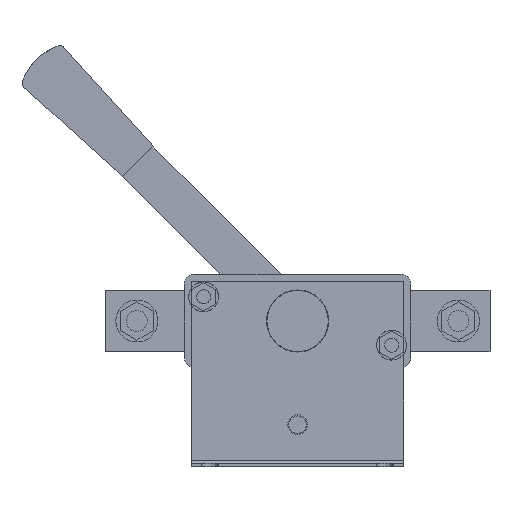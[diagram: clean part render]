
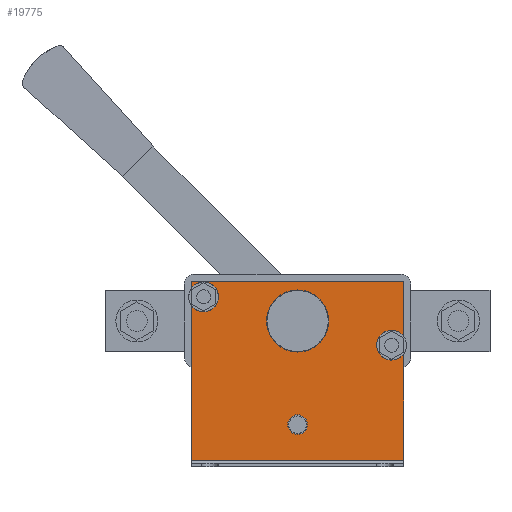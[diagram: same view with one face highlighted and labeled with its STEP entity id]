
A CAD part, left-side view. The second image highlights one B-rep face of the part: STEP entity #19775.
In plain terms, the highlighted planar face has unit normal (-1, 0, 0).
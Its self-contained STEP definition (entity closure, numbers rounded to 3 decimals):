
#57 = FACE_BOUND ( 'NONE', #22013, .T. ) ;
#97 = LINE ( 'NONE', #7283, #4637 ) ;
#362 = VERTEX_POINT ( 'NONE', #22789 ) ;
#556 = VECTOR ( 'NONE', #10773, 1000. ) ;
#619 = EDGE_CURVE ( 'NONE', #22714, #20604, #23870, .T. ) ;
#643 = FACE_BOUND ( 'NONE', #1841, .T. ) ;
#834 = CARTESIAN_POINT ( 'NONE',  ( -106., -60.75, -18.649 ) ) ;
#1028 = ORIENTED_EDGE ( 'NONE', *, *, #16567, .F. ) ;
#1111 = EDGE_CURVE ( 'NONE', #23225, #23225, #23268, .T. ) ;
#1649 = DIRECTION ( 'NONE',  ( 0., 0., 1. ) ) ;
#1735 = ORIENTED_EDGE ( 'NONE', *, *, #18244, .T. ) ;
#1841 = EDGE_LOOP ( 'NONE', ( #9324 ) ) ;
#2112 = AXIS2_PLACEMENT_3D ( 'NONE', #4677, #18289, #6649 ) ;
#2136 = CARTESIAN_POINT ( 'NONE',  ( -106., 0., -59.25 ) ) ;
#2938 = ORIENTED_EDGE ( 'NONE', *, *, #19039, .T. ) ;
#3264 = ORIENTED_EDGE ( 'NONE', *, *, #11535, .T. ) ;
#3435 = CARTESIAN_POINT ( 'NONE',  ( -106., 60.75, 9.005 ) ) ;
#3740 = PLANE ( 'NONE',  #4517 ) ;
#4062 = DIRECTION ( 'NONE',  ( 0., 0., -1. ) ) ;
#4129 = VECTOR ( 'NONE', #17806, 1000. ) ;
#4191 = CARTESIAN_POINT ( 'NONE',  ( -106., -53.75, -13.827 ) ) ;
#4502 = EDGE_CURVE ( 'NONE', #10310, #19972, #10549, .T. ) ;
#4517 = AXIS2_PLACEMENT_3D ( 'NONE', #7668, #25219, #13543 ) ;
#4637 = VECTOR ( 'NONE', #9214, 1000. ) ;
#4677 = CARTESIAN_POINT ( 'NONE',  ( -106., 0., 0. ) ) ;
#5776 = VECTOR ( 'NONE', #1649, 1000. ) ;
#6132 = DIRECTION ( 'NONE',  ( 0., 0., -1. ) ) ;
#6541 = CARTESIAN_POINT ( 'NONE',  ( -106., 60.75, -81.25 ) ) ;
#6649 = DIRECTION ( 'NONE',  ( 0., 0., -1. ) ) ;
#7276 = CARTESIAN_POINT ( 'NONE',  ( -106., -60.75, 22.75 ) ) ;
#7283 = CARTESIAN_POINT ( 'NONE',  ( -106., -60.75, -81.25 ) ) ;
#7449 = CARTESIAN_POINT ( 'NONE',  ( -106., -60.75, -79.75 ) ) ;
#7514 = EDGE_CURVE ( 'NONE', #24098, #22417, #16137, .T. ) ;
#7668 = CARTESIAN_POINT ( 'NONE',  ( -106., 172.81, -81.25 ) ) ;
#8173 = ORIENTED_EDGE ( 'NONE', *, *, #7514, .T. ) ;
#8232 = CARTESIAN_POINT ( 'NONE',  ( -106., 60.75, -79.75 ) ) ;
#8678 = CIRCLE ( 'NONE', #2112, 17.75 ) ;
#8816 = CARTESIAN_POINT ( 'NONE',  ( -106., 60.75, -81.25 ) ) ;
#8963 = EDGE_CURVE ( 'NONE', #19972, #20604, #21262, .T. ) ;
#9214 = DIRECTION ( 'NONE',  ( 0., 0., 1. ) ) ;
#9324 = ORIENTED_EDGE ( 'NONE', *, *, #1111, .T. ) ;
#9456 = ORIENTED_EDGE ( 'NONE', *, *, #8963, .F. ) ;
#9928 = VERTEX_POINT ( 'NONE', #23282 ) ;
#10310 = VERTEX_POINT ( 'NONE', #7449 ) ;
#10493 = CARTESIAN_POINT ( 'NONE',  ( -106., 53.75, 13.827 ) ) ;
#10549 = LINE ( 'NONE', #13910, #4129 ) ;
#10606 = ORIENTED_EDGE ( 'NONE', *, *, #619, .T. ) ;
#10773 = DIRECTION ( 'NONE',  ( 0., 0., 1. ) ) ;
#11535 = EDGE_CURVE ( 'NONE', #362, #362, #8678, .T. ) ;
#12484 = DIRECTION ( 'NONE',  ( 0., 0., -1. ) ) ;
#12702 = VERTEX_POINT ( 'NONE', #834 ) ;
#13248 = ORIENTED_EDGE ( 'NONE', *, *, #4502, .F. ) ;
#13543 = DIRECTION ( 'NONE',  ( 0., 0., 1. ) ) ;
#13910 = CARTESIAN_POINT ( 'NONE',  ( -106., 60.75, -79.75 ) ) ;
#13964 = AXIS2_PLACEMENT_3D ( 'NONE', #4191, #17802, #6132 ) ;
#14369 = DIRECTION ( 'NONE',  ( 0., 0., 1. ) ) ;
#15457 = EDGE_LOOP ( 'NONE', ( #1735, #8173, #16811, #1028, #10606, #9456, #13248, #2938 ) ) ;
#15592 = FACE_OUTER_BOUND ( 'NONE', #15457, .T. ) ;
#15753 = DIRECTION ( 'NONE',  ( 1., 0., 0. ) ) ;
#15892 = CARTESIAN_POINT ( 'NONE',  ( -106., 172.81, 22.75 ) ) ;
#16137 = LINE ( 'NONE', #24982, #5776 ) ;
#16567 = EDGE_CURVE ( 'NONE', #22714, #9928, #21808, .T. ) ;
#16655 = VECTOR ( 'NONE', #14369, 1000. ) ;
#16811 = ORIENTED_EDGE ( 'NONE', *, *, #21433, .F. ) ;
#17802 = DIRECTION ( 'NONE',  ( 1., 0., 0. ) ) ;
#17806 = DIRECTION ( 'NONE',  ( 0., 1., 0. ) ) ;
#17968 = AXIS2_PLACEMENT_3D ( 'NONE', #2136, #15753, #4062 ) ;
#18244 = EDGE_CURVE ( 'NONE', #12702, #24098, #20477, .T. ) ;
#18289 = DIRECTION ( 'NONE',  ( 1., 0., 0. ) ) ;
#18522 = LINE ( 'NONE', #15892, #23692 ) ;
#18737 = CARTESIAN_POINT ( 'NONE',  ( -106., -60.75, -9.005 ) ) ;
#19039 = EDGE_CURVE ( 'NONE', #10310, #12702, #97, .T. ) ;
#19775 = ADVANCED_FACE ( 'NONE', ( #57, #643, #15592 ), #3740, .F. ) ;
#19972 = VERTEX_POINT ( 'NONE', #8232 ) ;
#20477 = CIRCLE ( 'NONE', #13964, 8.5 ) ;
#20604 = VERTEX_POINT ( 'NONE', #3435 ) ;
#21262 = LINE ( 'NONE', #8816, #556 ) ;
#21433 = EDGE_CURVE ( 'NONE', #9928, #22417, #18522, .T. ) ;
#21552 = AXIS2_PLACEMENT_3D ( 'NONE', #10493, #24080, #12484 ) ;
#21684 = CARTESIAN_POINT ( 'NONE',  ( -106., 60.75, 18.649 ) ) ;
#21738 = DIRECTION ( 'NONE',  ( 0., -1., 0. ) ) ;
#21808 = LINE ( 'NONE', #6541, #16655 ) ;
#22013 = EDGE_LOOP ( 'NONE', ( #3264 ) ) ;
#22417 = VERTEX_POINT ( 'NONE', #7276 ) ;
#22714 = VERTEX_POINT ( 'NONE', #21684 ) ;
#22789 = CARTESIAN_POINT ( 'NONE',  ( -106., 0., -17.75 ) ) ;
#23225 = VERTEX_POINT ( 'NONE', #24303 ) ;
#23268 = CIRCLE ( 'NONE', #17968, 5.6 ) ;
#23282 = CARTESIAN_POINT ( 'NONE',  ( -106., 60.75, 22.75 ) ) ;
#23692 = VECTOR ( 'NONE', #21738, 1000. ) ;
#23870 = CIRCLE ( 'NONE', #21552, 8.5 ) ;
#24080 = DIRECTION ( 'NONE',  ( 1., 0., 0. ) ) ;
#24098 = VERTEX_POINT ( 'NONE', #18737 ) ;
#24303 = CARTESIAN_POINT ( 'NONE',  ( -106., 0., -64.85 ) ) ;
#24982 = CARTESIAN_POINT ( 'NONE',  ( -106., -60.75, -81.25 ) ) ;
#25219 = DIRECTION ( 'NONE',  ( 1., 0., 0. ) ) ;
